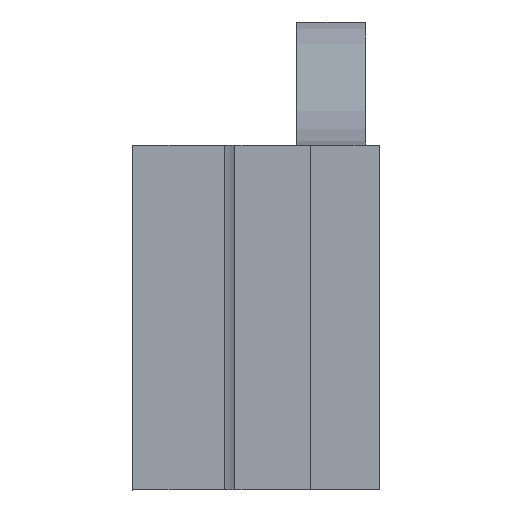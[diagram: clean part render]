
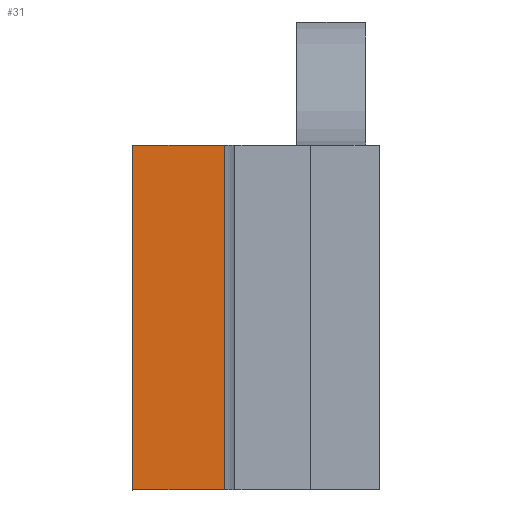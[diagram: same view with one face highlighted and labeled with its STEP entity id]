
A CAD part, front view. The second image highlights one B-rep face of the part: STEP entity #31.
In plain terms, the highlighted planar face has unit normal (0, -1, 0).
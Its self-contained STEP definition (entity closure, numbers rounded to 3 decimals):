
#31=ADVANCED_FACE('',(#50),#308,.T.);
#50=FACE_OUTER_BOUND('',#70,.T.);
#70=EDGE_LOOP('',(#157,#158,#159,#160));
#157=ORIENTED_EDGE('',*,*,#204,.F.);
#158=ORIENTED_EDGE('',*,*,#203,.T.);
#159=ORIENTED_EDGE('',*,*,#206,.T.);
#160=ORIENTED_EDGE('',*,*,#209,.F.);
#203=EDGE_CURVE('',#289,#290,#233,.T.);
#204=EDGE_CURVE('',#289,#291,#234,.T.);
#206=EDGE_CURVE('',#290,#293,#236,.T.);
#209=EDGE_CURVE('',#291,#293,#239,.T.);
#233=B_SPLINE_CURVE_WITH_KNOTS('',1,(#692,#693),.UNSPECIFIED.,.F.,.F.,(2,
2),(-5.396,4.604),.UNSPECIFIED.);
#234=B_SPLINE_CURVE_WITH_KNOTS('',1,(#694,#695),.UNSPECIFIED.,.F.,.F.,(2,
2),(-0.767,1.896),.UNSPECIFIED.);
#236=B_SPLINE_CURVE_WITH_KNOTS('',1,(#698,#699),.UNSPECIFIED.,.F.,.F.,(2,
2),(-0.767,1.896),.UNSPECIFIED.);
#239=B_SPLINE_CURVE_WITH_KNOTS('',1,(#704,#705),.UNSPECIFIED.,.F.,.F.,(2,
2),(-10.,0.),.UNSPECIFIED.);
#289=VERTEX_POINT('',#543);
#290=VERTEX_POINT('',#544);
#291=VERTEX_POINT('',#545);
#293=VERTEX_POINT('',#547);
#308=PLANE('',#418);
#418=AXIS2_PLACEMENT_3D('',#516,#438,$);
#438=DIRECTION('',(0.,-1.,0.));
#516=CARTESIAN_POINT('',(128.65,195.687,14.567));
#543=CARTESIAN_POINT('',(120.696,195.687,14.225));
#544=CARTESIAN_POINT('',(120.696,195.687,4.225));
#545=CARTESIAN_POINT('',(123.36,195.687,14.225));
#547=CARTESIAN_POINT('',(123.36,195.687,4.225));
#692=CARTESIAN_POINT('',(120.696,195.687,14.225));
#693=CARTESIAN_POINT('',(120.696,195.687,4.225));
#694=CARTESIAN_POINT('',(120.696,195.687,14.225));
#695=CARTESIAN_POINT('',(123.36,195.687,14.225));
#698=CARTESIAN_POINT('',(120.696,195.687,4.225));
#699=CARTESIAN_POINT('',(123.36,195.687,4.225));
#704=CARTESIAN_POINT('',(123.36,195.687,14.225));
#705=CARTESIAN_POINT('',(123.36,195.687,4.225));
